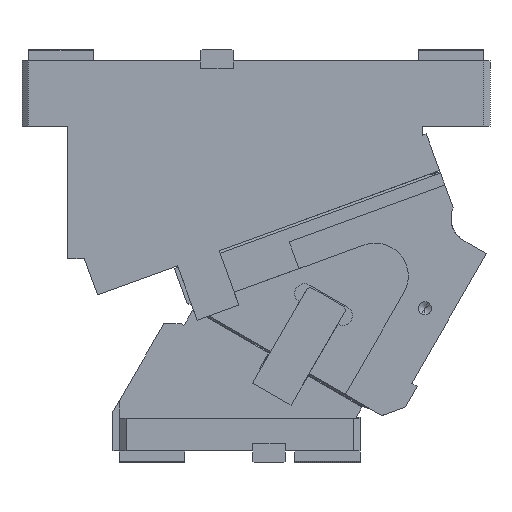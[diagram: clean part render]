
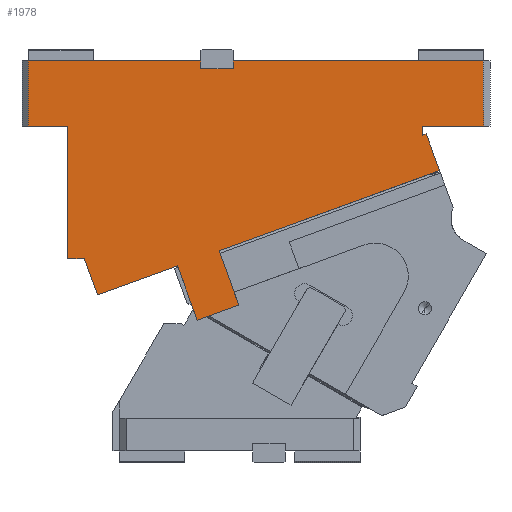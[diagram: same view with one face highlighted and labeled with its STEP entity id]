
A CAD part, front view. The second image highlights one B-rep face of the part: STEP entity #1978.
In plain terms, the highlighted planar face has unit normal (0, -1, 0).
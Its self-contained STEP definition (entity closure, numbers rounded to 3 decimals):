
#421=CARTESIAN_POINT('Vertex',(162.5,-100.,0.)) ;
#424=CARTESIAN_POINT('Line Origine',(258.75,-100.,0.)) ;
#428=CARTESIAN_POINT('Vertex',(355.,-100.,0.)) ;
#627=CARTESIAN_POINT('Vertex',(355.,-100.,-50.)) ;
#630=CARTESIAN_POINT('Line Origine',(331.5,-100.,-50.)) ;
#634=CARTESIAN_POINT('Vertex',(308.,-100.,-50.)) ;
#714=CARTESIAN_POINT('Vertex',(308.,-100.,-57.085)) ;
#731=CARTESIAN_POINT('Line Origine',(308.,-100.,-53.543)) ;
#810=CARTESIAN_POINT('Vertex',(58.076,-100.,-179.975)) ;
#871=CARTESIAN_POINT('Vertex',(321.19,-100.,-84.21)) ;
#874=CARTESIAN_POINT('Line Origine',(236.383,-100.,-115.077)) ;
#878=CARTESIAN_POINT('Vertex',(151.576,-100.,-145.944)) ;
#899=CARTESIAN_POINT('Vertex',(119.626,-100.,-157.573)) ;
#902=CARTESIAN_POINT('Line Origine',(88.851,-100.,-168.774)) ;
#1158=CARTESIAN_POINT('Line Origine',(52.946,-100.,-165.88)) ;
#1162=CARTESIAN_POINT('Vertex',(47.816,-100.,-151.784)) ;
#1278=CARTESIAN_POINT('Vertex',(35.,-100.,-50.)) ;
#1390=CARTESIAN_POINT('Vertex',(35.,-100.,-152.)) ;
#1393=CARTESIAN_POINT('Line Origine',(35.,-100.,-101.)) ;
#1420=CARTESIAN_POINT('Line Origine',(20.,-100.,-50.)) ;
#1424=CARTESIAN_POINT('Vertex',(5.,-100.,-50.)) ;
#1583=CARTESIAN_POINT('Vertex',(5.,-100.,0.)) ;
#1586=CARTESIAN_POINT('Line Origine',(71.25,-100.,0.)) ;
#1590=CARTESIAN_POINT('Vertex',(137.5,-100.,0.)) ;
#1865=CARTESIAN_POINT('Line Origine',(355.,-100.,-25.)) ;
#1877=CARTESIAN_POINT('Axis2P3D Location',(0.,-100.,0.)) ;
#1882=CARTESIAN_POINT('Line Origine',(137.5,-100.,-5.5)) ;
#1886=CARTESIAN_POINT('Vertex',(137.5,-100.,-6.)) ;
#1888=CARTESIAN_POINT('Vertex',(137.5,-100.,-5.)) ;
#1891=CARTESIAN_POINT('Line Origine',(137.5,-100.,-2.5)) ;
#1896=CARTESIAN_POINT('Line Origine',(5.,-100.,-25.)) ;
#1901=CARTESIAN_POINT('Line Origine',(41.112,-100.,-152.)) ;
#1905=CARTESIAN_POINT('Vertex',(47.223,-100.,-152.)) ;
#1908=CARTESIAN_POINT('Line Origine',(47.519,-100.,-151.892)) ;
#1913=CARTESIAN_POINT('Line Origine',(127.236,-100.,-178.481)) ;
#1917=CARTESIAN_POINT('Vertex',(134.846,-100.,-199.389)) ;
#1920=CARTESIAN_POINT('Line Origine',(150.821,-100.,-193.575)) ;
#1924=CARTESIAN_POINT('Vertex',(166.796,-100.,-187.76)) ;
#1927=CARTESIAN_POINT('Line Origine',(159.186,-100.,-166.852)) ;
#1933=CARTESIAN_POINT('Control Point',(310.93,-100.,-56.019)) ;
#1934=CARTESIAN_POINT('Control Point',(321.19,-100.,-84.21)) ;
#1935=CARTESIAN_POINT('Vertex',(310.93,-100.,-56.019)) ;
#1939=CARTESIAN_POINT('Control Point',(308.,-100.,-57.085)) ;
#1940=CARTESIAN_POINT('Control Point',(310.93,-100.,-56.019)) ;
#1942=CARTESIAN_POINT('Line Origine',(162.5,-100.,-3.)) ;
#1946=CARTESIAN_POINT('Vertex',(162.5,-100.,-6.)) ;
#1949=CARTESIAN_POINT('Line Origine',(150.,-100.,-6.)) ;
#425=DIRECTION('Vector Direction',(1.,0.,0.)) ;
#631=DIRECTION('Vector Direction',(-1.,0.,0.)) ;
#732=DIRECTION('Vector Direction',(0.,0.,1.)) ;
#875=DIRECTION('Vector Direction',(-0.94,0.,-0.342)) ;
#903=DIRECTION('Vector Direction',(-0.94,0.,-0.342)) ;
#1159=DIRECTION('Vector Direction',(-0.342,0.,0.94)) ;
#1394=DIRECTION('Vector Direction',(0.,0.,-1.)) ;
#1421=DIRECTION('Vector Direction',(1.,0.,0.)) ;
#1587=DIRECTION('Vector Direction',(1.,0.,0.)) ;
#1866=DIRECTION('Vector Direction',(0.,0.,1.)) ;
#1878=DIRECTION('Axis2P3D Direction',(0.,1.,0.)) ;
#1879=DIRECTION('Axis2P3D XDirection',(0.,0.,1.)) ;
#1883=DIRECTION('Vector Direction',(0.,0.,1.)) ;
#1892=DIRECTION('Vector Direction',(0.,0.,1.)) ;
#1897=DIRECTION('Vector Direction',(0.,0.,-1.)) ;
#1902=DIRECTION('Vector Direction',(-1.,0.,0.)) ;
#1909=DIRECTION('Vector Direction',(-0.94,0.,-0.342)) ;
#1914=DIRECTION('Vector Direction',(-0.342,0.,0.94)) ;
#1921=DIRECTION('Vector Direction',(0.94,0.,0.342)) ;
#1928=DIRECTION('Vector Direction',(-0.342,0.,0.94)) ;
#1943=DIRECTION('Vector Direction',(0.,0.,-1.)) ;
#1950=DIRECTION('Vector Direction',(1.,0.,0.)) ;
#1880=AXIS2_PLACEMENT_3D('Plane Axis2P3D',#1877,#1878,#1879) ;
#1955=ORIENTED_EDGE('',*,*,#1890,.T.) ;
#1956=ORIENTED_EDGE('',*,*,#1895,.T.) ;
#1957=ORIENTED_EDGE('',*,*,#1592,.F.) ;
#1958=ORIENTED_EDGE('',*,*,#1900,.T.) ;
#1959=ORIENTED_EDGE('',*,*,#1426,.T.) ;
#1960=ORIENTED_EDGE('',*,*,#1397,.T.) ;
#1961=ORIENTED_EDGE('',*,*,#1907,.F.) ;
#1962=ORIENTED_EDGE('',*,*,#1912,.F.) ;
#1963=ORIENTED_EDGE('',*,*,#1164,.T.) ;
#1964=ORIENTED_EDGE('',*,*,#906,.T.) ;
#1965=ORIENTED_EDGE('',*,*,#1919,.F.) ;
#1966=ORIENTED_EDGE('',*,*,#1926,.T.) ;
#1967=ORIENTED_EDGE('',*,*,#1931,.T.) ;
#1968=ORIENTED_EDGE('',*,*,#880,.T.) ;
#1969=ORIENTED_EDGE('',*,*,#1937,.T.) ;
#1970=ORIENTED_EDGE('',*,*,#1941,.T.) ;
#1971=ORIENTED_EDGE('',*,*,#735,.T.) ;
#1972=ORIENTED_EDGE('',*,*,#636,.F.) ;
#1973=ORIENTED_EDGE('',*,*,#1869,.T.) ;
#1974=ORIENTED_EDGE('',*,*,#430,.F.) ;
#1975=ORIENTED_EDGE('',*,*,#1948,.T.) ;
#1976=ORIENTED_EDGE('',*,*,#1953,.F.) ;
#426=VECTOR('Line Direction',#425,1.) ;
#632=VECTOR('Line Direction',#631,1.) ;
#733=VECTOR('Line Direction',#732,1.) ;
#876=VECTOR('Line Direction',#875,1.) ;
#904=VECTOR('Line Direction',#903,1.) ;
#1160=VECTOR('Line Direction',#1159,1.) ;
#1395=VECTOR('Line Direction',#1394,1.) ;
#1422=VECTOR('Line Direction',#1421,1.) ;
#1588=VECTOR('Line Direction',#1587,1.) ;
#1867=VECTOR('Line Direction',#1866,1.) ;
#1884=VECTOR('Line Direction',#1883,1.) ;
#1893=VECTOR('Line Direction',#1892,1.) ;
#1898=VECTOR('Line Direction',#1897,1.) ;
#1903=VECTOR('Line Direction',#1902,1.) ;
#1910=VECTOR('Line Direction',#1909,1.) ;
#1915=VECTOR('Line Direction',#1914,1.) ;
#1922=VECTOR('Line Direction',#1921,1.) ;
#1929=VECTOR('Line Direction',#1928,1.) ;
#1944=VECTOR('Line Direction',#1943,1.) ;
#1951=VECTOR('Line Direction',#1950,1.) ;
#1978=ADVANCED_FACE('CAM HOLDER',(#1977),#1881,.F.) ;
#1932=B_SPLINE_CURVE_WITH_KNOTS('',1,(#1933,#1934),.UNSPECIFIED.,.F.,.U.,(2,2),(0.,30.),.UNSPECIFIED.) ;
#1938=B_SPLINE_CURVE_WITH_KNOTS('',1,(#1939,#1940),.UNSPECIFIED.,.F.,.U.,(2,2),(276.882,280.),.UNSPECIFIED.) ;
#430=EDGE_CURVE('',#422,#429,#427,.T.) ;
#636=EDGE_CURVE('',#628,#635,#633,.T.) ;
#735=EDGE_CURVE('',#715,#635,#734,.T.) ;
#880=EDGE_CURVE('',#879,#872,#877,.F.) ;
#906=EDGE_CURVE('',#811,#900,#905,.F.) ;
#1164=EDGE_CURVE('',#1163,#811,#1161,.F.) ;
#1397=EDGE_CURVE('',#1279,#1391,#1396,.T.) ;
#1426=EDGE_CURVE('',#1425,#1279,#1423,.T.) ;
#1592=EDGE_CURVE('',#1584,#1591,#1589,.T.) ;
#1869=EDGE_CURVE('',#628,#429,#1868,.T.) ;
#1890=EDGE_CURVE('',#1887,#1889,#1885,.T.) ;
#1895=EDGE_CURVE('',#1889,#1591,#1894,.T.) ;
#1900=EDGE_CURVE('',#1584,#1425,#1899,.T.) ;
#1907=EDGE_CURVE('',#1906,#1391,#1904,.T.) ;
#1912=EDGE_CURVE('',#1163,#1906,#1911,.T.) ;
#1919=EDGE_CURVE('',#1918,#900,#1916,.T.) ;
#1926=EDGE_CURVE('',#1918,#1925,#1923,.T.) ;
#1931=EDGE_CURVE('',#1925,#879,#1930,.T.) ;
#1937=EDGE_CURVE('',#872,#1936,#1932,.F.) ;
#1941=EDGE_CURVE('',#1936,#715,#1938,.F.) ;
#1948=EDGE_CURVE('',#422,#1947,#1945,.T.) ;
#1953=EDGE_CURVE('',#1887,#1947,#1952,.T.) ;
#1954=EDGE_LOOP('',(#1955,#1956,#1957,#1958,#1959,#1960,#1961,#1962,#1963,#1964,#1965,#1966,#1967,#1968,#1969,#1970,#1971,#1972,#1973,#1974,#1975,#1976)) ;
#1977=FACE_OUTER_BOUND('',#1954,.T.) ;
#427=LINE('Line',#424,#426) ;
#633=LINE('Line',#630,#632) ;
#734=LINE('Line',#731,#733) ;
#877=LINE('Line',#874,#876) ;
#905=LINE('Line',#902,#904) ;
#1161=LINE('Line',#1158,#1160) ;
#1396=LINE('Line',#1393,#1395) ;
#1423=LINE('Line',#1420,#1422) ;
#1589=LINE('Line',#1586,#1588) ;
#1868=LINE('Line',#1865,#1867) ;
#1885=LINE('Line',#1882,#1884) ;
#1894=LINE('Line',#1891,#1893) ;
#1899=LINE('Line',#1896,#1898) ;
#1904=LINE('Line',#1901,#1903) ;
#1911=LINE('Line',#1908,#1910) ;
#1916=LINE('Line',#1913,#1915) ;
#1923=LINE('Line',#1920,#1922) ;
#1930=LINE('Line',#1927,#1929) ;
#1945=LINE('Line',#1942,#1944) ;
#1952=LINE('Line',#1949,#1951) ;
#1881=PLANE('Plane',#1880) ;
#422=VERTEX_POINT('',#421) ;
#429=VERTEX_POINT('',#428) ;
#628=VERTEX_POINT('',#627) ;
#635=VERTEX_POINT('',#634) ;
#715=VERTEX_POINT('',#714) ;
#811=VERTEX_POINT('',#810) ;
#872=VERTEX_POINT('',#871) ;
#879=VERTEX_POINT('',#878) ;
#900=VERTEX_POINT('',#899) ;
#1163=VERTEX_POINT('',#1162) ;
#1279=VERTEX_POINT('',#1278) ;
#1391=VERTEX_POINT('',#1390) ;
#1425=VERTEX_POINT('',#1424) ;
#1584=VERTEX_POINT('',#1583) ;
#1591=VERTEX_POINT('',#1590) ;
#1887=VERTEX_POINT('',#1886) ;
#1889=VERTEX_POINT('',#1888) ;
#1906=VERTEX_POINT('',#1905) ;
#1918=VERTEX_POINT('',#1917) ;
#1925=VERTEX_POINT('',#1924) ;
#1936=VERTEX_POINT('',#1935) ;
#1947=VERTEX_POINT('',#1946) ;
